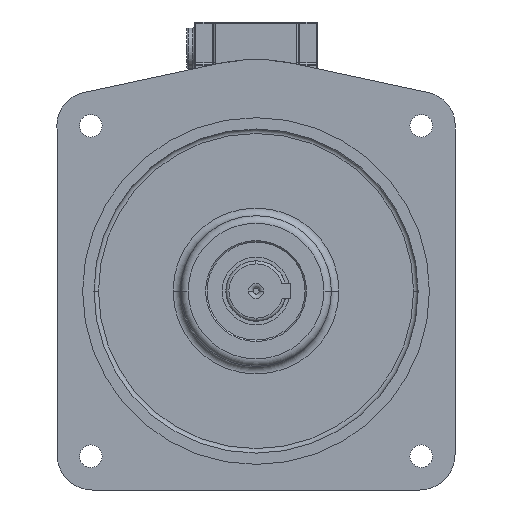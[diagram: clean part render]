
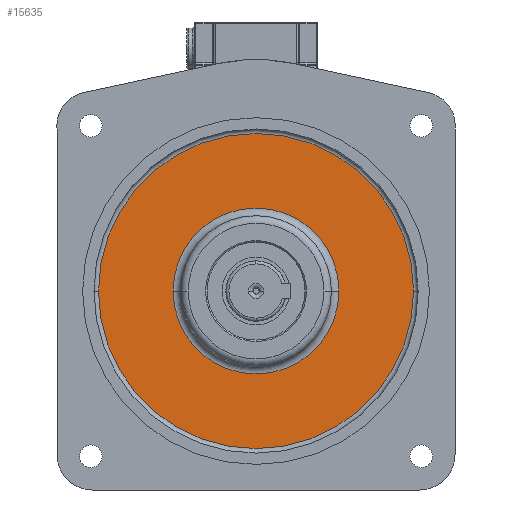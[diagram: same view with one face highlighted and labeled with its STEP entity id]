
A CAD part, left-side view. The second image highlights one B-rep face of the part: STEP entity #15635.
In plain terms, the highlighted planar face has unit normal (-1, 0, 0).
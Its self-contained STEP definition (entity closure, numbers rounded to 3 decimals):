
#19 = CARTESIAN_POINT ( 'NONE',  ( 0., -55., -36.04 ) ) ;
#73 = DIRECTION ( 'NONE',  ( 0., 1., 0. ) ) ;
#483 = CARTESIAN_POINT ( 'NONE',  ( 0., 0., 0. ) ) ;
#637 = DIRECTION ( 'NONE',  ( 0., -1., 0. ) ) ;
#1259 = AXIS2_PLACEMENT_3D ( 'NONE', #15895, #28156, #637 ) ;
#1344 = VERTEX_POINT ( 'NONE', #30347 ) ;
#2611 = EDGE_CURVE ( 'NONE', #28245, #7799, #3945, .T. ) ;
#3166 = EDGE_CURVE ( 'NONE', #1344, #8218, #20630, .T. ) ;
#3945 = CIRCLE ( 'NONE', #4591, 55. ) ;
#4591 = AXIS2_PLACEMENT_3D ( 'NONE', #20943, #36455, #17125 ) ;
#5485 = CARTESIAN_POINT ( 'NONE',  ( 0., 0., -36.04 ) ) ;
#5757 = AXIS2_PLACEMENT_3D ( 'NONE', #483, #21352, #73 ) ;
#7360 = DIRECTION ( 'NONE',  ( 1., 0., 0. ) ) ;
#7756 = DIRECTION ( 'NONE',  ( 0., 1., 0. ) ) ;
#7799 = VERTEX_POINT ( 'NONE', #17668 ) ;
#8129 = CIRCLE ( 'NONE', #18396, 55. ) ;
#8218 = VERTEX_POINT ( 'NONE', #36742 ) ;
#9709 = EDGE_CURVE ( 'NONE', #8218, #1344, #32040, .T. ) ;
#14980 = ORIENTED_EDGE ( 'NONE', *, *, #27689, .F. ) ;
#15635 = ADVANCED_FACE ( 'NONE', ( #31014, #15729 ), #27998, .F. ) ;
#15729 = FACE_OUTER_BOUND ( 'NONE', #25905, .T. ) ;
#15895 = CARTESIAN_POINT ( 'NONE',  ( 0., 0., -36.04 ) ) ;
#17125 = DIRECTION ( 'NONE',  ( 0., -1., 0. ) ) ;
#17668 = CARTESIAN_POINT ( 'NONE',  ( 0., 55., -36.04 ) ) ;
#18396 = AXIS2_PLACEMENT_3D ( 'NONE', #5485, #20749, #33442 ) ;
#20630 = CIRCLE ( 'NONE', #21914, 104.5 ) ;
#20749 = DIRECTION ( 'NONE',  ( -1., 0., 0. ) ) ;
#20943 = CARTESIAN_POINT ( 'NONE',  ( 0., 0., -36.04 ) ) ;
#21352 = DIRECTION ( 'NONE',  ( 1., 0., 0. ) ) ;
#21914 = AXIS2_PLACEMENT_3D ( 'NONE', #32485, #7360, #7756 ) ;
#22849 = ORIENTED_EDGE ( 'NONE', *, *, #3166, .F. ) ;
#25905 = EDGE_LOOP ( 'NONE', ( #34340, #22849 ) ) ;
#26387 = EDGE_LOOP ( 'NONE', ( #14980, #26837 ) ) ;
#26837 = ORIENTED_EDGE ( 'NONE', *, *, #2611, .F. ) ;
#27689 = EDGE_CURVE ( 'NONE', #7799, #28245, #8129, .T. ) ;
#27998 = PLANE ( 'NONE',  #5757 ) ;
#28156 = DIRECTION ( 'NONE',  ( 1., 0., 0. ) ) ;
#28245 = VERTEX_POINT ( 'NONE', #19 ) ;
#30347 = CARTESIAN_POINT ( 'NONE',  ( 0., 104.5, -36.04 ) ) ;
#31014 = FACE_BOUND ( 'NONE', #26387, .T. ) ;
#32040 = CIRCLE ( 'NONE', #1259, 104.5 ) ;
#32485 = CARTESIAN_POINT ( 'NONE',  ( 0., 0., -36.04 ) ) ;
#33442 = DIRECTION ( 'NONE',  ( 0., 1., 0. ) ) ;
#34340 = ORIENTED_EDGE ( 'NONE', *, *, #9709, .F. ) ;
#36455 = DIRECTION ( 'NONE',  ( -1., 0., 0. ) ) ;
#36742 = CARTESIAN_POINT ( 'NONE',  ( 0., -104.5, -36.04 ) ) ;
